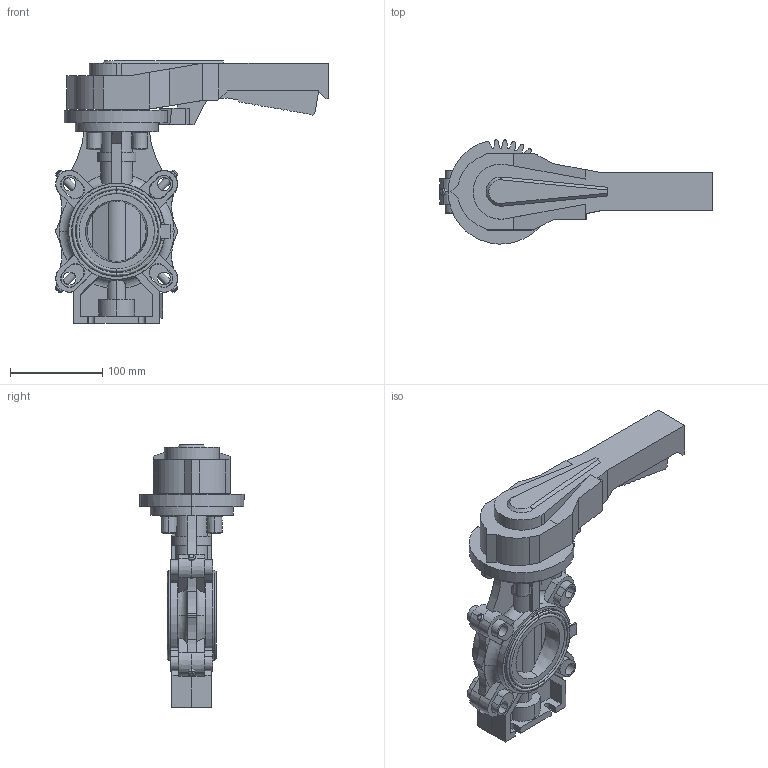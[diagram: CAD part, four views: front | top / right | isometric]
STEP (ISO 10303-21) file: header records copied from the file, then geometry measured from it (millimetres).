
FILE_DESCRIPTION(('STEP AP214'),'1');
FILE_NAME('cctmp_B1559A97-CC36-43A2-9ADE-17DA2E0A01DC_2021_10_25_12_26_48_0981..stp','2021-10-25T10:26:49',('Praher Valves GmbH'),('CADClick - www.CADClick.com'),'Spatial InterOp 3D',' ','unknown authorization');
FILE_SCHEMA(('AUTOMOTIVE_DESIGN'));
Length unit declared in the file: millimetre
Products named in the file (4): cc_unnamed; 125870_LD_2; 125870_LD_1; 125870_LD
Assembly tree (3 placements, depth 2):
  cc_unnamed
    125870_LD_2
    125870_LD_1
    125870_LD
Bounding box: 296.51 x 113.22 x 285.5 mm (x, y, z)
Volume: 1494023.7 mm3; surface area: 244047.4 mm2
Topology: 6 solids, 10 shells, 725 faces, 1934 edges, 1252 vertices
Faces by surface type: plane 314, cone 168, cylinder 165, torus 70, bspline 4, sphere 4
Entity records: 29879 total; most frequent: CARTESIAN_POINT 5309, DIRECTION 4090, ORIENTED_EDGE 3868, EDGE_CURVE 1934, AXIS2_PLACEMENT_3D 1559, VERTEX_POINT 1252, LINE 972, VECTOR 972
